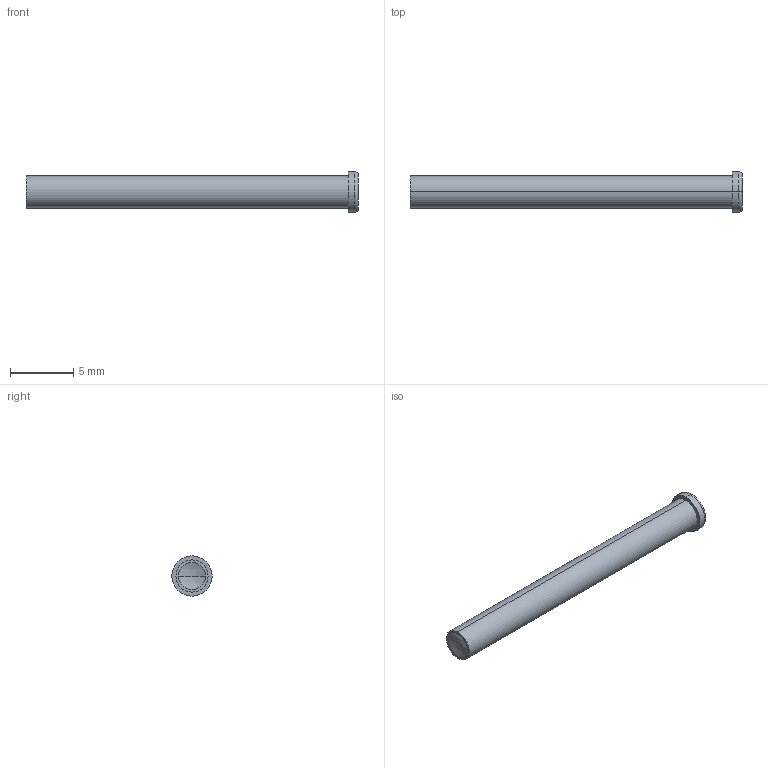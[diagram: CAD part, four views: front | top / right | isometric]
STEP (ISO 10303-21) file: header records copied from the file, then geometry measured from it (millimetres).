
FILE_DESCRIPTION (( 'STEP AP203' ), '1' );
FILE_NAME ('LMC100.STEP', '2016-11-04T21:31:19', ( '' ), ( '' ), 'SwSTEP 2.0', 'SolidWorks 2016', '' );
FILE_SCHEMA (( 'CONFIG_CONTROL_DESIGN' ));
Length unit declared in the file: inch
Products named in the file (1): LMC100
Bounding box: 26.16 x 3.17 x 3.17 mm (x, y, z)
Volume: 133.6 mm3; surface area: 227.3 mm2
Topology: 1 solids, 1 shells, 25 faces, 48 edges, 27 vertices
Faces by surface type: cone 12, cylinder 6, plane 3, torus 2, sphere 2
Entity records: 711 total; most frequent: DIRECTION 130, CARTESIAN_POINT 101, ORIENTED_EDGE 96, AXIS2_PLACEMENT_3D 56, EDGE_CURVE 48, CIRCLE 30, VERTEX_POINT 27, EDGE_LOOP 27
